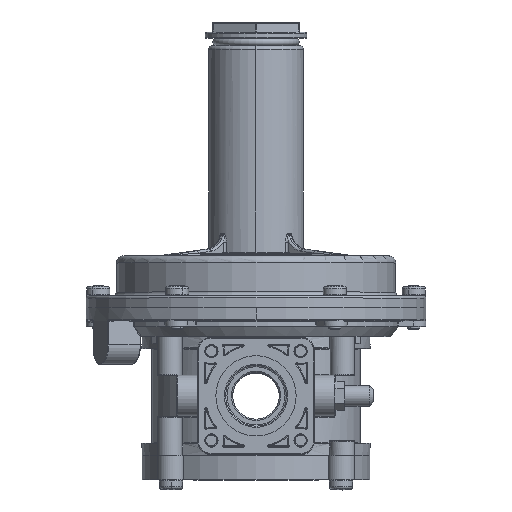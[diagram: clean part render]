
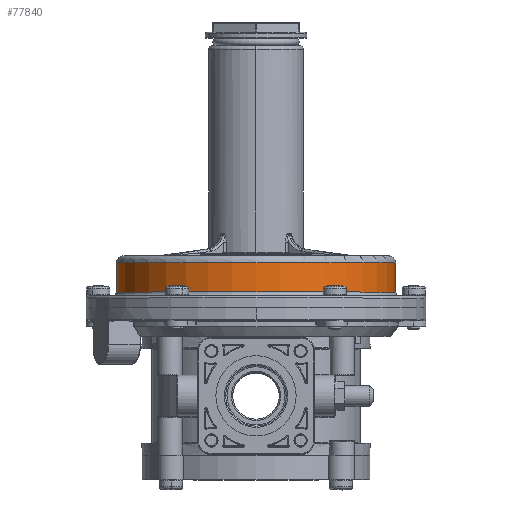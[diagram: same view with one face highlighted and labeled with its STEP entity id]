
A CAD part, top view. The second image highlights one B-rep face of the part: STEP entity #77840.
In plain terms, the highlighted cylindrical face has radius 57.5 mm (diameter 115 mm), a partial arc.
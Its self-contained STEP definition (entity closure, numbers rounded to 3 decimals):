
#65651=CARTESIAN_POINT('',(0.,18.5,0.));
#65652=DIRECTION('',(0.,-1.,0.));
#65653=DIRECTION('',(-1.,0.,0.));
#65654=AXIS2_PLACEMENT_3D('',#65651,#65652,#65653);
#68319=CARTESIAN_POINT('',(0.,6.5,0.));
#68320=DIRECTION('',(0.,1.,0.));
#68321=DIRECTION('',(1.,0.,0.));
#68322=AXIS2_PLACEMENT_3D('',#68319,#68320,#68321);
#68324=DIRECTION('',(0.,-1.,0.));
#68325=VECTOR('',#68324,12.);
#68326=CARTESIAN_POINT('',(57.5,18.5,0.));
#68327=LINE('',#68326,#68325);
#68328=DIRECTION('',(0.,-1.,0.));
#68329=VECTOR('',#68328,12.);
#68330=CARTESIAN_POINT('',(-57.5,18.5,0.));
#68331=LINE('',#68330,#68329);
#70306=CARTESIAN_POINT('',(-57.5,18.5,0.));
#70308=VERTEX_POINT('',#70306);
#70309=CARTESIAN_POINT('',(57.5,18.5,0.));
#70310=VERTEX_POINT('',#70309);
#70923=CARTESIAN_POINT('',(57.5,6.5,0.));
#70924=CARTESIAN_POINT('',(-57.5,6.5,0.));
#70925=VERTEX_POINT('',#70923);
#70926=VERTEX_POINT('',#70924);
#77829=CARTESIAN_POINT('',(0.,-5.4,0.));
#77830=DIRECTION('',(0.,1.,0.));
#77831=DIRECTION('',(1.,0.,0.));
#77832=AXIS2_PLACEMENT_3D('',#77829,#77830,#77831);
#77833=CYLINDRICAL_SURFACE('',#77832,57.5);
#77834=ORIENTED_EDGE('',*,*,#77823,.F.);
#77835=ORIENTED_EDGE('',*,*,#73322,.F.);
#77836=ORIENTED_EDGE('',*,*,#72934,.F.);
#77837=ORIENTED_EDGE('',*,*,#73318,.T.);
#77838=EDGE_LOOP('',(#77834,#77835,#77836,#77837));
#77839=FACE_OUTER_BOUND('',#77838,.F.);
#77840=ADVANCED_FACE('',(#77839),#77833,.T.);
#65655=CIRCLE('',#65654,57.5);
#68323=CIRCLE('',#68322,57.5);
#72934=EDGE_CURVE('',#70308,#70310,#65655,.T.);
#73318=EDGE_CURVE('',#70308,#70926,#68331,.T.);
#73322=EDGE_CURVE('',#70310,#70925,#68327,.T.);
#77823=EDGE_CURVE('',#70925,#70926,#68323,.T.);
